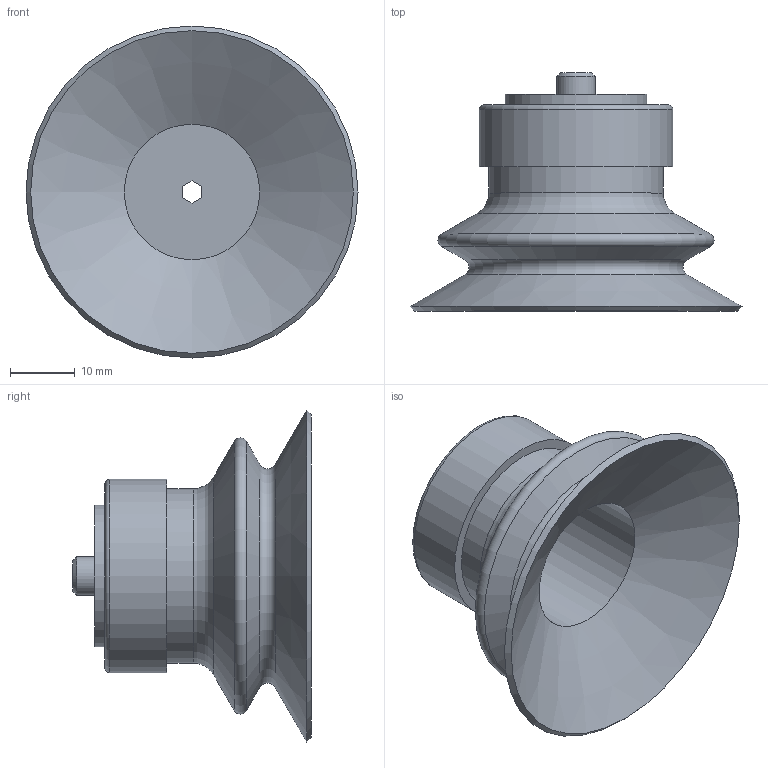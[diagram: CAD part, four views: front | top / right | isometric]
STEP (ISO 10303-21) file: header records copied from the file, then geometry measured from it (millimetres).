
FILE_DESCRIPTION(/* description */ ('STEP AP214'),/* implementation_level */ '2;1');
FILE_NAME(/* name */ '189392_ESS-50-BS',/* time_stamp */ '2024-08-28T09:45:28+02:00',/* author */ ('License CC BY-ND 4.0'),/* organization */ ('CADENAS'),/* preprocessor_version */ 'ST-DEVELOPER v19.3',/* originating_system */ 'PARTsolutions',/* authorisation */ ' ');
FILE_SCHEMA (('AUTOMOTIVE_DESIGN {1 0 10303 214 3 1 1}'));
Length unit declared in the file: millimetre
Products named in the file (1): 189392 ESS-50-BS
Bounding box: 51.46 x 37 x 51.46 mm (x, y, z)
Volume: 14456.8 mm3; surface area: 9674 mm2
Topology: 1 solids, 1 shells, 28 faces, 55 edges, 33 vertices
Faces by surface type: plane 12, cylinder 6, cone 6, torus 4
Full cylindrical faces by diameter (mm): 6 x1, 10.5 x1, 21 x1, 22 x1, 27 x1, 30 x1
Entity records: 856 total; most frequent: DIRECTION 118, CARTESIAN_POINT 101, ORIENTED_EDGE 78, EDGE_LOOP 50, FACE_BOUND 50, AXIS2_PLACEMENT_3D 50, EDGE_CURVE 39, VERTEX_POINT 33
